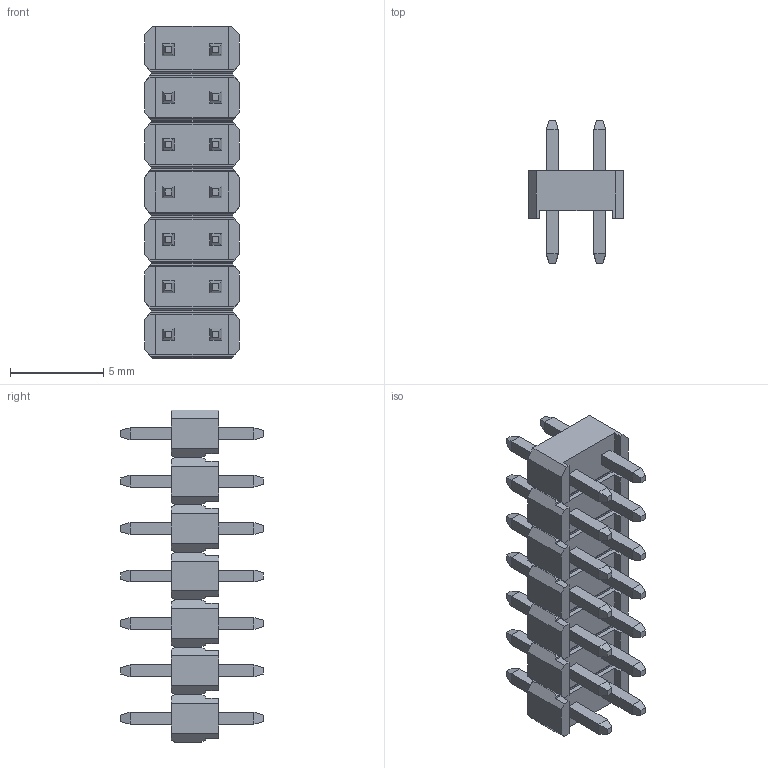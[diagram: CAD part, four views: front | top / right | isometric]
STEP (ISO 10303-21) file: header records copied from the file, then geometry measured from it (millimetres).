
FILE_DESCRIPTION((''),'2;1');
FILE_NAME('LHZ14SA027024F_ASM','2023-11-22T',('PLALX-SALES6'),(''),'PRO/ENGINEER BY PARAMETRIC TECHNOLOGY CORPORATION, 2015440','PRO/ENGINEER BY PARAMETRIC TECHNOLOGY CORPORATION, 2015440','');
FILE_SCHEMA(('AUTOMOTIVE_DESIGN { 1 0 10303 214 1 1 1 1 }'));
Length unit declared in the file: millimetre
Products named in the file (1): LHZ14SA027024F_ASM
Bounding box: 5.08 x 7.64 x 17.78 mm (x, y, z)
Volume: 217 mm3; surface area: 517.6 mm2
Topology: 1 solids, 1 shells, 404 faces, 1010 edges, 636 vertices
Faces by surface type: plane 404
Entity records: 18855 total; most frequent: CARTESIAN_POINT 2052, ORIENTED_EDGE 2020, DIRECTION 1818, PRESENTATION_STYLE_ASSIGNMENT 1415, STYLED_ITEM 1012, VECTOR 1010, LINE 1010, CURVE_STYLE 1010
